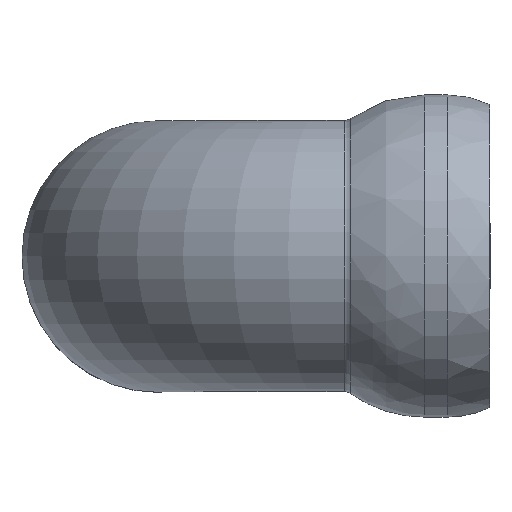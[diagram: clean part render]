
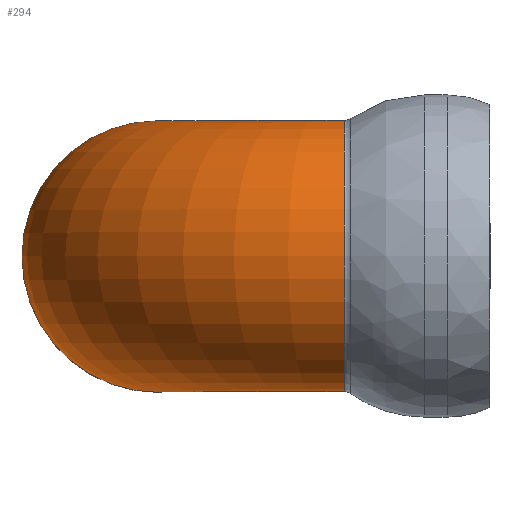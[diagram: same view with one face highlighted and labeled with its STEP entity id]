
A CAD part, top view. The second image highlights one B-rep face of the part: STEP entity #294.
In plain terms, the highlighted toroidal (fillet/blend) face has major radius 365 mm and minor radius 265 mm.
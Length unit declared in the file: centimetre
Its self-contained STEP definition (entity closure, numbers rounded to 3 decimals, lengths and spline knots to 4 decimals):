
#23=TOROIDAL_SURFACE('',#325,36.5,26.5);
#42=FACE_OUTER_BOUND('',#63,.T.);
#63=EDGE_LOOP('',(#220,#221,#222,#223));
#100=CIRCLE('',#318,26.5);
#104=CIRCLE('',#326,10.);
#105=CIRCLE('',#327,26.5);
#134=VERTEX_POINT('',#485);
#137=VERTEX_POINT('',#498);
#163=EDGE_CURVE('',#134,#134,#100,.T.);
#168=EDGE_CURVE('',#134,#137,#104,.T.);
#169=EDGE_CURVE('',#137,#137,#105,.T.);
#220=ORIENTED_EDGE('',*,*,#163,.F.);
#221=ORIENTED_EDGE('',*,*,#168,.T.);
#222=ORIENTED_EDGE('',*,*,#169,.T.);
#223=ORIENTED_EDGE('',*,*,#168,.F.);
#294=ADVANCED_FACE('',(#42),#23,.T.);
#318=AXIS2_PLACEMENT_3D('',#487,#380,#381);
#325=AXIS2_PLACEMENT_3D('',#497,#395,#396);
#326=AXIS2_PLACEMENT_3D('',#499,#397,#398);
#327=AXIS2_PLACEMENT_3D('',#500,#399,#400);
#380=DIRECTION('center_axis',(0.,0.,
-1.));
#381=DIRECTION('ref_axis',(-1.,0.,0.));
#395=DIRECTION('center_axis',(0.,-1.,0.));
#396=DIRECTION('ref_axis',(1.,0.,0.));
#397=DIRECTION('center_axis',(0.,1.,0.));
#398=DIRECTION('ref_axis',(1.,0.,0.));
#399=DIRECTION('center_axis',(-1.,0.,0.));
#400=DIRECTION('ref_axis',(0.,0.,1.));
#485=CARTESIAN_POINT('',(26.5,0.,63.5));
#487=CARTESIAN_POINT('Origin',(0.,0.,
63.5));
#497=CARTESIAN_POINT('Origin',(36.5,0.,63.5));
#498=CARTESIAN_POINT('',(36.5,0.,73.5));
#499=CARTESIAN_POINT('Origin',(36.5,0.,63.5));
#500=CARTESIAN_POINT('Origin',(36.5,0.,100.));
